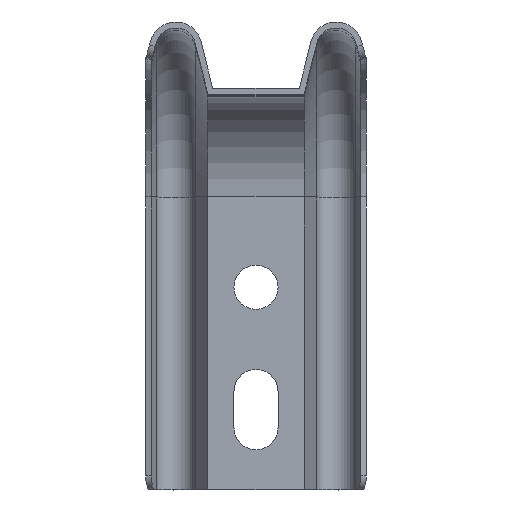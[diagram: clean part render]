
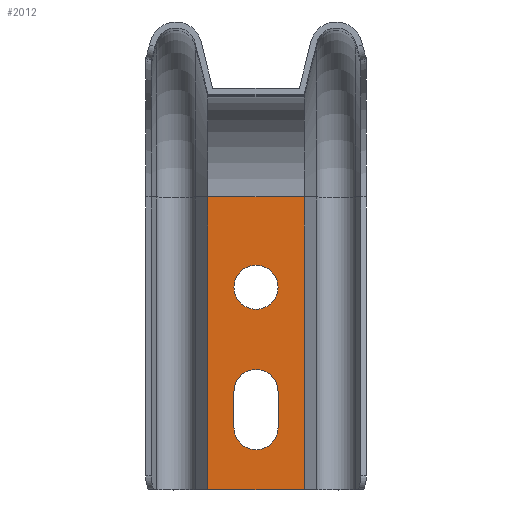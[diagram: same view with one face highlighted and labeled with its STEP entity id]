
A CAD part, top view. The second image highlights one B-rep face of the part: STEP entity #2012.
In plain terms, the highlighted planar face has unit normal (0, 0, 1).
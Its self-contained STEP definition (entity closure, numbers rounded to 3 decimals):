
#17 = VERTEX_POINT ( 'NONE', #202 ) ;
#29 = EDGE_LOOP ( 'NONE', ( #2501, #806, #2808, #1975 ) ) ;
#30 = DIRECTION ( 'NONE',  ( -1., 0., 0. ) ) ;
#202 = CARTESIAN_POINT ( 'NONE',  ( -5.5, -82.5, -342. ) ) ;
#276 = CARTESIAN_POINT ( 'NONE',  ( -5.5, -47.5, -342. ) ) ;
#296 = AXIS2_PLACEMENT_3D ( 'NONE', #3469, #2122, #30 ) ;
#313 = FACE_BOUND ( 'NONE', #2804, .T. ) ;
#328 = AXIS2_PLACEMENT_3D ( 'NONE', #3515, #1428, #3857 ) ;
#625 = LINE ( 'NONE', #1831, #2421 ) ;
#649 = ORIENTED_EDGE ( 'NONE', *, *, #1017, .F. ) ;
#653 = VECTOR ( 'NONE', #3681, 1000. ) ;
#806 = ORIENTED_EDGE ( 'NONE', *, *, #4078, .F. ) ;
#855 = VECTOR ( 'NONE', #2047, 1000. ) ;
#922 = VERTEX_POINT ( 'NONE', #2848 ) ;
#964 = VERTEX_POINT ( 'NONE', #276 ) ;
#1017 = EDGE_CURVE ( 'NONE', #1181, #1466, #625, .T. ) ;
#1060 = VERTEX_POINT ( 'NONE', #4219 ) ;
#1128 = VERTEX_POINT ( 'NONE', #1323 ) ;
#1136 = DIRECTION ( 'NONE',  ( 0., 0., 1. ) ) ;
#1181 = VERTEX_POINT ( 'NONE', #3694 ) ;
#1323 = CARTESIAN_POINT ( 'NONE',  ( 5.5, -82.5, -342. ) ) ;
#1324 = AXIS2_PLACEMENT_3D ( 'NONE', #3593, #1535, #3940 ) ;
#1428 = DIRECTION ( 'NONE',  ( 0., 0., 1. ) ) ;
#1437 = EDGE_CURVE ( 'NONE', #3271, #2953, #1924, .T. ) ;
#1466 = VERTEX_POINT ( 'NONE', #1710 ) ;
#1489 = CARTESIAN_POINT ( 'NONE',  ( 12., -98., -342. ) ) ;
#1535 = DIRECTION ( 'NONE',  ( 0., 0., -1. ) ) ;
#1581 = VECTOR ( 'NONE', #1662, 1000. ) ;
#1662 = DIRECTION ( 'NONE',  ( 1., 0., 0. ) ) ;
#1680 = CARTESIAN_POINT ( 'NONE',  ( -5.5, -82.5, -342. ) ) ;
#1695 = CARTESIAN_POINT ( 'NONE',  ( -12., -25., -342. ) ) ;
#1707 = LINE ( 'NONE', #3369, #653 ) ;
#1710 = CARTESIAN_POINT ( 'NONE',  ( 12., -98., -342. ) ) ;
#1775 = CIRCLE ( 'NONE', #1324, 5.5 ) ;
#1831 = CARTESIAN_POINT ( 'NONE',  ( 12., -25., -342. ) ) ;
#1836 = EDGE_CURVE ( 'NONE', #2953, #1466, #4256, .T. ) ;
#1924 = LINE ( 'NONE', #1695, #2639 ) ;
#1975 = ORIENTED_EDGE ( 'NONE', *, *, #3375, .F. ) ;
#2012 = ADVANCED_FACE ( 'NONE', ( #313, #2195, #3880 ), #3132, .F. ) ;
#2047 = DIRECTION ( 'NONE',  ( 0., -1., 0. ) ) ;
#2122 = DIRECTION ( 'NONE',  ( 0., 0., -1. ) ) ;
#2195 = FACE_BOUND ( 'NONE', #29, .T. ) ;
#2200 = DIRECTION ( 'NONE',  ( 0., -1., 0. ) ) ;
#2379 = ORIENTED_EDGE ( 'NONE', *, *, #2908, .T. ) ;
#2421 = VECTOR ( 'NONE', #2200, 1000. ) ;
#2501 = ORIENTED_EDGE ( 'NONE', *, *, #3696, .F. ) ;
#2639 = VECTOR ( 'NONE', #4426, 1000. ) ;
#2759 = LINE ( 'NONE', #1680, #855 ) ;
#2804 = EDGE_LOOP ( 'NONE', ( #2379 ) ) ;
#2808 = ORIENTED_EDGE ( 'NONE', *, *, #4444, .F. ) ;
#2848 = CARTESIAN_POINT ( 'NONE',  ( 5.5, -73.5, -342. ) ) ;
#2908 = EDGE_CURVE ( 'NONE', #964, #964, #1775, .T. ) ;
#2953 = VERTEX_POINT ( 'NONE', #4295 ) ;
#2983 = AXIS2_PLACEMENT_3D ( 'NONE', #3257, #1136, #3585 ) ;
#3001 = ORIENTED_EDGE ( 'NONE', *, *, #3733, .F. ) ;
#3116 = ORIENTED_EDGE ( 'NONE', *, *, #1437, .T. ) ;
#3124 = CIRCLE ( 'NONE', #328, 5.5 ) ;
#3132 = PLANE ( 'NONE',  #296 ) ;
#3134 = EDGE_LOOP ( 'NONE', ( #3001, #3116, #4111, #649 ) ) ;
#3257 = CARTESIAN_POINT ( 'NONE',  ( 0., -73.5, -342. ) ) ;
#3271 = VERTEX_POINT ( 'NONE', #4072 ) ;
#3369 = CARTESIAN_POINT ( 'NONE',  ( 5.5, -82.5, -342. ) ) ;
#3375 = EDGE_CURVE ( 'NONE', #922, #1060, #3580, .T. ) ;
#3427 = LINE ( 'NONE', #3711, #1581 ) ;
#3469 = CARTESIAN_POINT ( 'NONE',  ( 12., -25., -342. ) ) ;
#3515 = CARTESIAN_POINT ( 'NONE',  ( 0., -82.5, -342. ) ) ;
#3564 = DIRECTION ( 'NONE',  ( 1., 0., 0. ) ) ;
#3580 = CIRCLE ( 'NONE', #2983, 5.5 ) ;
#3585 = DIRECTION ( 'NONE',  ( 1., 0., 0. ) ) ;
#3593 = CARTESIAN_POINT ( 'NONE',  ( 0., -47.5, -342. ) ) ;
#3681 = DIRECTION ( 'NONE',  ( 0., 1., 0. ) ) ;
#3694 = CARTESIAN_POINT ( 'NONE',  ( 12., -25., -342. ) ) ;
#3696 = EDGE_CURVE ( 'NONE', #1128, #922, #1707, .T. ) ;
#3711 = CARTESIAN_POINT ( 'NONE',  ( 12., -25., -342. ) ) ;
#3733 = EDGE_CURVE ( 'NONE', #3271, #1181, #3427, .T. ) ;
#3857 = DIRECTION ( 'NONE',  ( 1., 0., 0. ) ) ;
#3880 = FACE_OUTER_BOUND ( 'NONE', #3134, .T. ) ;
#3940 = DIRECTION ( 'NONE',  ( -1., 0., 0. ) ) ;
#4072 = CARTESIAN_POINT ( 'NONE',  ( -12., -25., -342. ) ) ;
#4078 = EDGE_CURVE ( 'NONE', #17, #1128, #3124, .T. ) ;
#4111 = ORIENTED_EDGE ( 'NONE', *, *, #1836, .T. ) ;
#4150 = VECTOR ( 'NONE', #3564, 1000. ) ;
#4219 = CARTESIAN_POINT ( 'NONE',  ( -5.5, -73.5, -342. ) ) ;
#4256 = LINE ( 'NONE', #1489, #4150 ) ;
#4295 = CARTESIAN_POINT ( 'NONE',  ( -12., -98., -342. ) ) ;
#4426 = DIRECTION ( 'NONE',  ( 0., -1., 0. ) ) ;
#4444 = EDGE_CURVE ( 'NONE', #1060, #17, #2759, .T. ) ;
